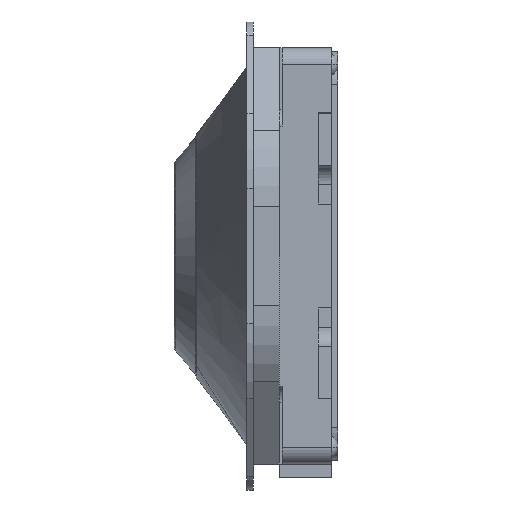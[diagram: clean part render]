
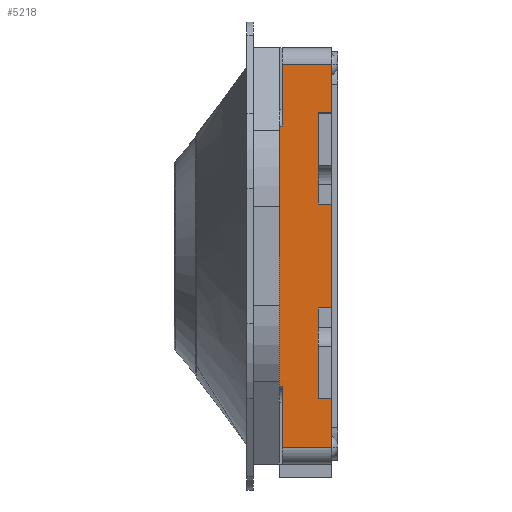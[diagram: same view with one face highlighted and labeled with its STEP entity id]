
A CAD part, left-side view. The second image highlights one B-rep face of the part: STEP entity #5218.
In plain terms, the highlighted planar face has unit normal (-1, 0, 0).
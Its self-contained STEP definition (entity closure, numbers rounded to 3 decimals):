
#21 = CARTESIAN_POINT ( 'NONE',  ( -1.3, 0.225, -0.5 ) ) ;
#58 = EDGE_CURVE ( 'NONE', #5040, #5945, #1391, .T. ) ;
#119 = VERTEX_POINT ( 'NONE', #6643 ) ;
#149 = LINE ( 'NONE', #2250, #1821 ) ;
#168 = EDGE_CURVE ( 'NONE', #5040, #3149, #4274, .T. ) ;
#194 = VECTOR ( 'NONE', #1644, 1000. ) ;
#319 = DIRECTION ( 'NONE',  ( 0., -1., 0. ) ) ;
#324 = LINE ( 'NONE', #1333, #4166 ) ;
#554 = VERTEX_POINT ( 'NONE', #566 ) ;
#566 = CARTESIAN_POINT ( 'NONE',  ( -1.3, 0.025, -0.2 ) ) ;
#638 = EDGE_CURVE ( 'NONE', #2121, #3125, #5612, .T. ) ;
#660 = ORIENTED_EDGE ( 'NONE', *, *, #58, .F. ) ;
#711 = CARTESIAN_POINT ( 'NONE',  ( -1.3, 0.025, -0.735 ) ) ;
#735 = VECTOR ( 'NONE', #807, 1000. ) ;
#807 = DIRECTION ( 'NONE',  ( 0., 0., -1. ) ) ;
#810 = CARTESIAN_POINT ( 'NONE',  ( -1.3, 0.215, 0.5 ) ) ;
#903 = CARTESIAN_POINT ( 'NONE',  ( -1.3, 1.851, 0.55 ) ) ;
#942 = VECTOR ( 'NONE', #5650, 1000. ) ;
#1158 = DIRECTION ( 'NONE',  ( 1., 0., 0. ) ) ;
#1165 = CARTESIAN_POINT ( 'NONE',  ( -1.3, 0.075, 0.55 ) ) ;
#1195 = DIRECTION ( 'NONE',  ( 0., 0., -1. ) ) ;
#1218 = DIRECTION ( 'NONE',  ( 0., 0., 1. ) ) ;
#1333 = CARTESIAN_POINT ( 'NONE',  ( -1.3, 0.215, -0.5 ) ) ;
#1335 = CARTESIAN_POINT ( 'NONE',  ( -1.3, 0.025, 0.735 ) ) ;
#1391 = LINE ( 'NONE', #6745, #4462 ) ;
#1430 = ORIENTED_EDGE ( 'NONE', *, *, #2958, .T. ) ;
#1465 = LINE ( 'NONE', #4517, #942 ) ;
#1517 = VERTEX_POINT ( 'NONE', #2814 ) ;
#1543 = ORIENTED_EDGE ( 'NONE', *, *, #3673, .F. ) ;
#1639 = DIRECTION ( 'NONE',  ( 0., 0., -1. ) ) ;
#1644 = DIRECTION ( 'NONE',  ( 0., -1., 0. ) ) ;
#1672 = PLANE ( 'NONE',  #4774 ) ;
#1798 = LINE ( 'NONE', #1335, #2815 ) ;
#1815 = CARTESIAN_POINT ( 'NONE',  ( -1.3, 0.215, -0.5 ) ) ;
#1821 = VECTOR ( 'NONE', #5997, 1000. ) ;
#1833 = LINE ( 'NONE', #2941, #2053 ) ;
#2046 = VECTOR ( 'NONE', #6670, 1000. ) ;
#2053 = VECTOR ( 'NONE', #2502, 1000. ) ;
#2086 = ORIENTED_EDGE ( 'NONE', *, *, #3874, .T. ) ;
#2106 = DIRECTION ( 'NONE',  ( 0., 0., -1. ) ) ;
#2110 = CARTESIAN_POINT ( 'NONE',  ( -1.3, 0.075, 0.2 ) ) ;
#2121 = VERTEX_POINT ( 'NONE', #1165 ) ;
#2207 = VERTEX_POINT ( 'NONE', #711 ) ;
#2250 = CARTESIAN_POINT ( 'NONE',  ( -1.3, 0.215, 0.5 ) ) ;
#2449 = LINE ( 'NONE', #5563, #2046 ) ;
#2502 = DIRECTION ( 'NONE',  ( 0., 0., 1. ) ) ;
#2523 = CARTESIAN_POINT ( 'NONE',  ( -1.3, 0.025, 0.2 ) ) ;
#2592 = CARTESIAN_POINT ( 'NONE',  ( -1.3, 0.075, -0.735 ) ) ;
#2646 = LINE ( 'NONE', #6798, #194 ) ;
#2769 = LINE ( 'NONE', #4846, #6535 ) ;
#2814 = CARTESIAN_POINT ( 'NONE',  ( -1.3, 0.215, -0.735 ) ) ;
#2815 = VECTOR ( 'NONE', #4483, 1000. ) ;
#2853 = CARTESIAN_POINT ( 'NONE',  ( -1.3, 0.025, 0.55 ) ) ;
#2891 = LINE ( 'NONE', #4000, #6657 ) ;
#2911 = CARTESIAN_POINT ( 'NONE',  ( -1.3, 0.025, -0.55 ) ) ;
#2930 = VECTOR ( 'NONE', #6760, 1000. ) ;
#2941 = CARTESIAN_POINT ( 'NONE',  ( -1.3, 0.025, -0.735 ) ) ;
#2958 = EDGE_CURVE ( 'NONE', #3514, #3286, #2769, .T. ) ;
#3019 = CARTESIAN_POINT ( 'NONE',  ( -1.3, 0.215, 0.735 ) ) ;
#3125 = VERTEX_POINT ( 'NONE', #2853 ) ;
#3149 = VERTEX_POINT ( 'NONE', #810 ) ;
#3156 = EDGE_CURVE ( 'NONE', #1517, #2207, #1465, .T. ) ;
#3175 = CARTESIAN_POINT ( 'NONE',  ( -1.3, 0.025, 0.735 ) ) ;
#3286 = VERTEX_POINT ( 'NONE', #21 ) ;
#3497 = DIRECTION ( 'NONE',  ( 0., 0., 1. ) ) ;
#3509 = CARTESIAN_POINT ( 'NONE',  ( -1.3, 0.075, 0.735 ) ) ;
#3514 = VERTEX_POINT ( 'NONE', #6674 ) ;
#3673 = EDGE_CURVE ( 'NONE', #554, #4421, #2449, .T. ) ;
#3770 = CARTESIAN_POINT ( 'NONE',  ( -1.3, 0.025, -0.735 ) ) ;
#3797 = EDGE_CURVE ( 'NONE', #5619, #2121, #6724, .T. ) ;
#3809 = FACE_OUTER_BOUND ( 'NONE', #6010, .T. ) ;
#3843 = ORIENTED_EDGE ( 'NONE', *, *, #3797, .T. ) ;
#3861 = EDGE_CURVE ( 'NONE', #5945, #3125, #1798, .T. ) ;
#3874 = EDGE_CURVE ( 'NONE', #4611, #5619, #2891, .T. ) ;
#3935 = CARTESIAN_POINT ( 'NONE',  ( -1.3, 0.215, -0.5 ) ) ;
#3968 = DIRECTION ( 'NONE',  ( 0., 1., 0. ) ) ;
#4000 = CARTESIAN_POINT ( 'NONE',  ( -1.3, 1.851, 0.2 ) ) ;
#4060 = ORIENTED_EDGE ( 'NONE', *, *, #5365, .T. ) ;
#4063 = EDGE_CURVE ( 'NONE', #4421, #119, #4607, .T. ) ;
#4152 = VECTOR ( 'NONE', #1218, 1000. ) ;
#4166 = VECTOR ( 'NONE', #3497, 1000. ) ;
#4211 = ORIENTED_EDGE ( 'NONE', *, *, #3156, .T. ) ;
#4268 = ORIENTED_EDGE ( 'NONE', *, *, #5304, .T. ) ;
#4274 = LINE ( 'NONE', #6340, #5677 ) ;
#4378 = EDGE_CURVE ( 'NONE', #5782, #3286, #4424, .T. ) ;
#4421 = VERTEX_POINT ( 'NONE', #6571 ) ;
#4424 = LINE ( 'NONE', #1815, #4751 ) ;
#4462 = VECTOR ( 'NONE', #5687, 1000. ) ;
#4483 = DIRECTION ( 'NONE',  ( 0., 0., -1. ) ) ;
#4517 = CARTESIAN_POINT ( 'NONE',  ( -1.3, 1.851, -0.735 ) ) ;
#4552 = VECTOR ( 'NONE', #319, 1000. ) ;
#4607 = LINE ( 'NONE', #2592, #735 ) ;
#4611 = VERTEX_POINT ( 'NONE', #2523 ) ;
#4751 = VECTOR ( 'NONE', #6496, 1000. ) ;
#4774 = AXIS2_PLACEMENT_3D ( 'NONE', #5933, #1158, #1195 ) ;
#4780 = ORIENTED_EDGE ( 'NONE', *, *, #6569, .F. ) ;
#4842 = LINE ( 'NONE', #3770, #4152 ) ;
#4846 = CARTESIAN_POINT ( 'NONE',  ( -1.3, 0.225, -0.735 ) ) ;
#5007 = ORIENTED_EDGE ( 'NONE', *, *, #168, .T. ) ;
#5037 = ORIENTED_EDGE ( 'NONE', *, *, #638, .T. ) ;
#5040 = VERTEX_POINT ( 'NONE', #3019 ) ;
#5111 = ORIENTED_EDGE ( 'NONE', *, *, #3861, .F. ) ;
#5218 = ADVANCED_FACE ( 'NONE', ( #3809 ), #1672, .F. ) ;
#5304 = EDGE_CURVE ( 'NONE', #3149, #3514, #149, .T. ) ;
#5365 = EDGE_CURVE ( 'NONE', #2207, #6064, #1833, .T. ) ;
#5489 = ORIENTED_EDGE ( 'NONE', *, *, #6320, .F. ) ;
#5563 = CARTESIAN_POINT ( 'NONE',  ( -1.3, 1.851, -0.2 ) ) ;
#5612 = LINE ( 'NONE', #903, #4552 ) ;
#5619 = VERTEX_POINT ( 'NONE', #2110 ) ;
#5650 = DIRECTION ( 'NONE',  ( 0., -1., 0. ) ) ;
#5677 = VECTOR ( 'NONE', #2106, 1000. ) ;
#5687 = DIRECTION ( 'NONE',  ( 0., -1., 0. ) ) ;
#5690 = EDGE_CURVE ( 'NONE', #554, #4611, #4842, .T. ) ;
#5782 = VERTEX_POINT ( 'NONE', #3935 ) ;
#5933 = CARTESIAN_POINT ( 'NONE',  ( -1.3, 1.851, -0.735 ) ) ;
#5945 = VERTEX_POINT ( 'NONE', #3175 ) ;
#5997 = DIRECTION ( 'NONE',  ( 0., 1., 0. ) ) ;
#6010 = EDGE_LOOP ( 'NONE', ( #5489, #6757, #1543, #6312, #2086, #3843, #5037, #5111, #660, #5007, #4268, #1430, #6754, #4780, #4211, #4060 ) ) ;
#6064 = VERTEX_POINT ( 'NONE', #2911 ) ;
#6312 = ORIENTED_EDGE ( 'NONE', *, *, #5690, .T. ) ;
#6320 = EDGE_CURVE ( 'NONE', #119, #6064, #2646, .T. ) ;
#6340 = CARTESIAN_POINT ( 'NONE',  ( -1.3, 0.215, 0.5 ) ) ;
#6496 = DIRECTION ( 'NONE',  ( 0., 1., 0. ) ) ;
#6535 = VECTOR ( 'NONE', #1639, 1000. ) ;
#6569 = EDGE_CURVE ( 'NONE', #1517, #5782, #324, .T. ) ;
#6571 = CARTESIAN_POINT ( 'NONE',  ( -1.3, 0.075, -0.2 ) ) ;
#6643 = CARTESIAN_POINT ( 'NONE',  ( -1.3, 0.075, -0.55 ) ) ;
#6657 = VECTOR ( 'NONE', #3968, 1000. ) ;
#6670 = DIRECTION ( 'NONE',  ( 0., 1., 0. ) ) ;
#6674 = CARTESIAN_POINT ( 'NONE',  ( -1.3, 0.225, 0.5 ) ) ;
#6724 = LINE ( 'NONE', #3509, #2930 ) ;
#6745 = CARTESIAN_POINT ( 'NONE',  ( -1.3, 1.851, 0.735 ) ) ;
#6754 = ORIENTED_EDGE ( 'NONE', *, *, #4378, .F. ) ;
#6757 = ORIENTED_EDGE ( 'NONE', *, *, #4063, .F. ) ;
#6760 = DIRECTION ( 'NONE',  ( 0., 0., 1. ) ) ;
#6798 = CARTESIAN_POINT ( 'NONE',  ( -1.3, 1.851, -0.55 ) ) ;
